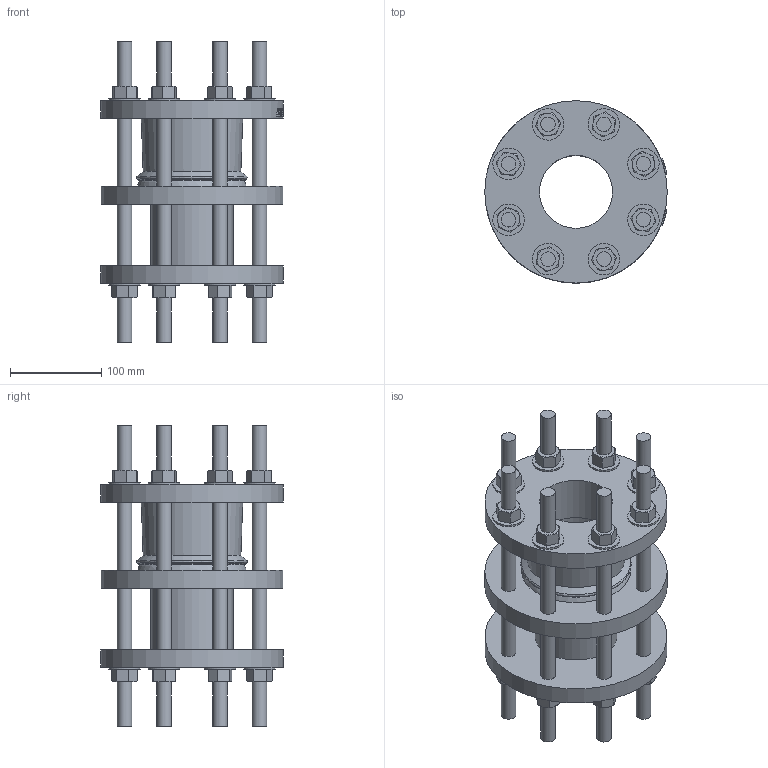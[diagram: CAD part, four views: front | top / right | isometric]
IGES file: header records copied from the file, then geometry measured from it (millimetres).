
Start section: SolidWorks IGES file using analytic representation for surfaces
Global section: file name: O_265_50_DN0080_1X_AA1.igs; native system: SolidWorks 2012; preprocessor: SolidWorks 2012; author: pbm; date: 171025.102711; units: inch
Bounding box: 200 x 200 x 330 mm (x, y, z)
Surface area: 393472.6 mm2 (no closed solid volume)
Topology: 0 solids, 0 shells, 390 faces, 1768 edges, 1652 vertices
Faces by surface type: bspline 224, revolution 166
